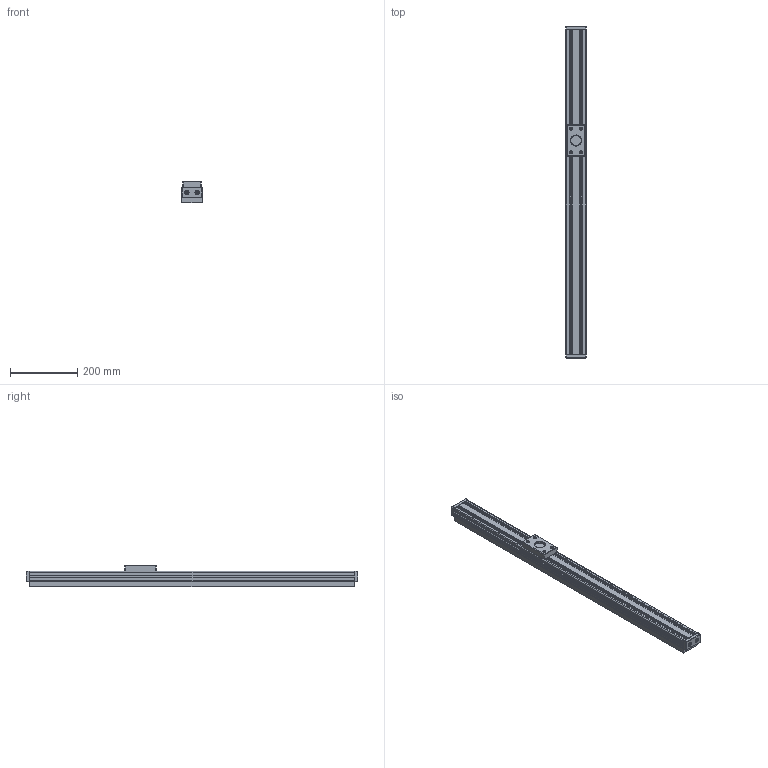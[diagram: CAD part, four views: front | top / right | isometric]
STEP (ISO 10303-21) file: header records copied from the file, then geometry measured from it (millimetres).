
FILE_DESCRIPTION(/* description */ (''),/* implementation_level */ '2;1');
FILE_NAME(/* name */ 'SVAC10151NN10.stp',/* time_stamp */ '2024-03-06T10:31:11+01:00',/* author */ ('enginyeria2'),/* organization */ (''),/* preprocessor_version */ 'ST-DEVELOPER v20',/* originating_system */ 'Autodesk Inventor 2024',/* authorisation */ '');
FILE_SCHEMA (('AUTOMOTIVE_DESIGN { 1 0 10303 214 3 1 1 }'));
Length unit declared in the file: centimetre
Products named in the file (10): Ensamblaje8; MTPZ131223A; PCSVAC101C10; espuma20; PCMTPZ101023APL12; ISO 10642 - M6 x  20; PCLVAC6JNT; Placa vacío externo; PCSVACJNT; DIN 912 - M5 x 12
Assembly tree (17 placements, depth 3):
  Ensamblaje8
    MTPZ131223A
      PCSVAC101C10
      espuma20
      PCMTPZ101023APL12  x2
      ISO 10642 - M6 x  20  x4
      PCLVAC6JNT  x2
      Placa vacío externo
      PCSVACJNT
      DIN 912 - M5 x 12  x4
Bounding box: 60 x 984 x 63 mm (x, y, z)
Volume: 2266022.1 mm3; surface area: 499155.5 mm2
Topology: 16 solids, 16 shells, 509 faces, 1216 edges, 785 vertices
Faces by surface type: plane 249, cylinder 207, cone 25, torus 16, sphere 12
Full cylindrical faces by diameter (mm): 1 x38, 5 x4, 6 x4, 6.5 x4, 7 x4, 8.5 x4, 9 x4, 11.34 x4, 30.291 x1
Entity records: 10796 total; most frequent: DIRECTION 1941, CARTESIAN_POINT 1799, ORIENTED_EDGE 1682, EDGE_CURVE 841, AXIS2_PLACEMENT_3D 727, VERTEX_POINT 542, LINE 487, VECTOR 487
